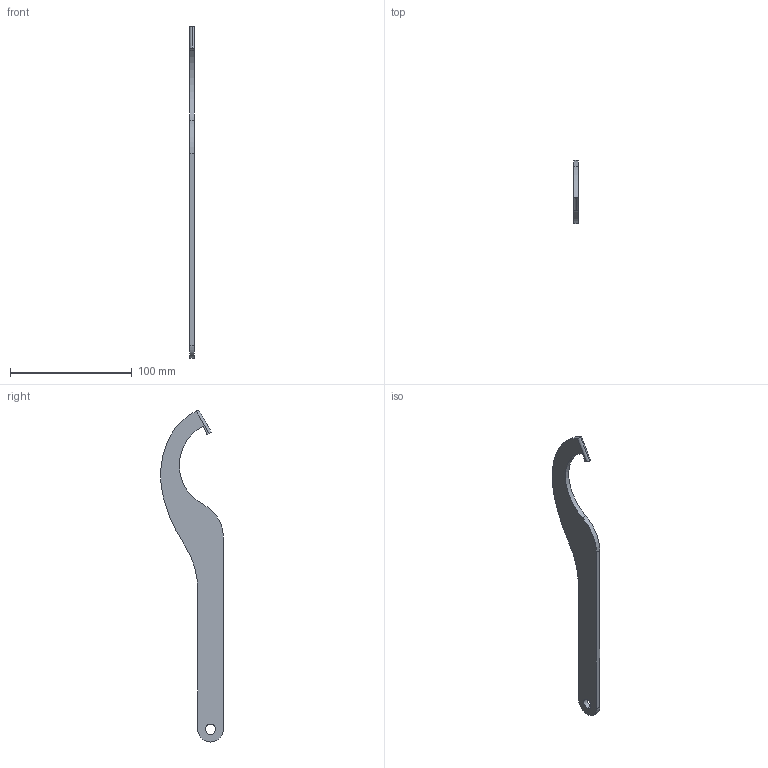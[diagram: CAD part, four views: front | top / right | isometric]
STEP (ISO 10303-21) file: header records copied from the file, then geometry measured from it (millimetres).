
FILE_DESCRIPTION (( 'STEP AP203' ), '1' );
FILE_NAME ('60193-240-70.STEP', '2019-01-10T13:29:07', ( '' ), ( '' ), 'SwSTEP 2.0', 'SolidWorks 2015', '' );
FILE_SCHEMA (( 'CONFIG_CONTROL_DESIGN' ));
Length unit declared in the file: millimetre
Products named in the file (1): 60193-240-70
Bounding box: 4 x 51.49 x 273.03 mm (x, y, z)
Volume: 24077 mm3; surface area: 14609.3 mm2
Topology: 1 solids, 1 shells, 265 faces, 702 edges, 468 vertices
Faces by surface type: plane 137, bspline 113, cylinder 15
Entity records: 14683 total; most frequent: CARTESIAN_POINT 8795, ORIENTED_EDGE 1404, DIRECTION 792, EDGE_CURVE 702, VERTEX_POINT 468, LINE 446, VECTOR 446, EDGE_LOOP 296
